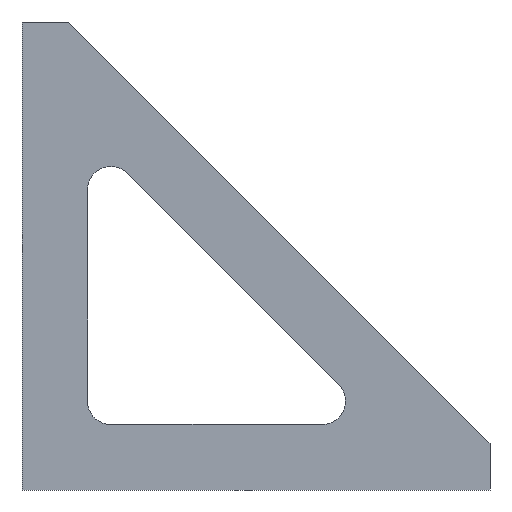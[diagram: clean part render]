
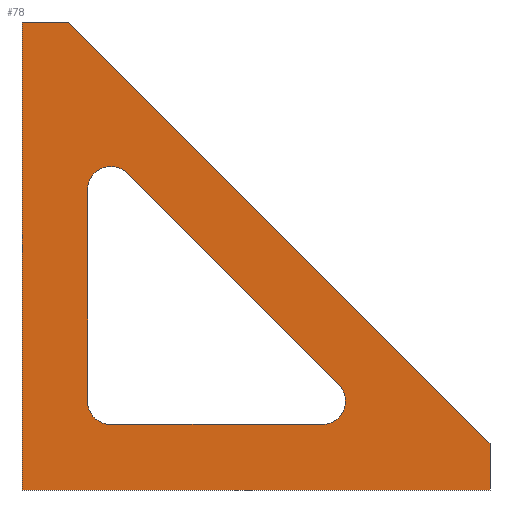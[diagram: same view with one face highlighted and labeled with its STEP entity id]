
A CAD part, front view. The second image highlights one B-rep face of the part: STEP entity #78.
In plain terms, the highlighted planar face has unit normal (0, -1, 0).
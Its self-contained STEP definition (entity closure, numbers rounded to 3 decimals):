
#78 = ADVANCED_FACE( '', ( #95, #96 ), #97, .T. );
#95 = FACE_OUTER_BOUND( '', #123, .T. );
#96 = FACE_BOUND( '', #124, .T. );
#97 = PLANE( '', #125 );
#123 = EDGE_LOOP( '', ( #166, #167, #168, #169, #170 ) );
#124 = EDGE_LOOP( '', ( #171, #172, #173, #174, #175, #176 ) );
#125 = AXIS2_PLACEMENT_3D( '', #177, #178, #179 );
#166 = ORIENTED_EDGE( '', *, *, #261, .F. );
#167 = ORIENTED_EDGE( '', *, *, #262, .F. );
#168 = ORIENTED_EDGE( '', *, *, #263, .F. );
#169 = ORIENTED_EDGE( '', *, *, #264, .F. );
#170 = ORIENTED_EDGE( '', *, *, #259, .F. );
#171 = ORIENTED_EDGE( '', *, *, #265, .T. );
#172 = ORIENTED_EDGE( '', *, *, #254, .T. );
#173 = ORIENTED_EDGE( '', *, *, #250, .T. );
#174 = ORIENTED_EDGE( '', *, *, #266, .T. );
#175 = ORIENTED_EDGE( '', *, *, #267, .T. );
#176 = ORIENTED_EDGE( '', *, *, #268, .T. );
#177 = CARTESIAN_POINT( '', ( -50., -150., -50. ) );
#178 = DIRECTION( '', ( 0., -1., 0. ) );
#179 = DIRECTION( '', ( 0., 0., -1. ) );
#250 = EDGE_CURVE( '', #283, #284, #285, .T. );
#254 = EDGE_CURVE( '', #291, #283, #292, .F. );
#259 = EDGE_CURVE( '', #299, #301, #302, .T. );
#261 = EDGE_CURVE( '', #304, #299, #305, .T. );
#262 = EDGE_CURVE( '', #306, #304, #307, .T. );
#263 = EDGE_CURVE( '', #308, #306, #309, .T. );
#264 = EDGE_CURVE( '', #301, #308, #310, .T. );
#265 = EDGE_CURVE( '', #311, #291, #312, .T. );
#266 = EDGE_CURVE( '', #284, #313, #314, .F. );
#267 = EDGE_CURVE( '', #313, #315, #316, .T. );
#268 = EDGE_CURVE( '', #315, #311, #317, .F. );
#283 = VERTEX_POINT( '', #338 );
#284 = VERTEX_POINT( '', #339 );
#285 = LINE( '', #340, #341 );
#291 = VERTEX_POINT( '', #350 );
#292 = CIRCLE( '', #351, 5. );
#299 = VERTEX_POINT( '', #360 );
#301 = VERTEX_POINT( '', #363 );
#302 = LINE( '', #364, #365 );
#304 = VERTEX_POINT( '', #368 );
#305 = LINE( '', #369, #370 );
#306 = VERTEX_POINT( '', #371 );
#307 = LINE( '', #372, #373 );
#308 = VERTEX_POINT( '', #374 );
#309 = LINE( '', #375, #376 );
#310 = LINE( '', #377, #378 );
#311 = VERTEX_POINT( '', #379 );
#312 = LINE( '', #380, #381 );
#313 = VERTEX_POINT( '', #382 );
#314 = CIRCLE( '', #383, 5. );
#315 = VERTEX_POINT( '', #384 );
#316 = LINE( '', #385, #386 );
#317 = CIRCLE( '', #387, 5. );
#338 = CARTESIAN_POINT( '', ( -36., -150., -31. ) );
#339 = CARTESIAN_POINT( '', ( -36., -150., 14.13 ) );
#340 = CARTESIAN_POINT( '', ( -36., -150., -36. ) );
#341 = VECTOR( '', #420, 1000. );
#350 = CARTESIAN_POINT( '', ( -31., -150., -36. ) );
#351 = AXIS2_PLACEMENT_3D( '', #424, #425, #426 );
#360 = CARTESIAN_POINT( '', ( -50., -150., 50. ) );
#363 = CARTESIAN_POINT( '', ( -40., -150., 50. ) );
#364 = CARTESIAN_POINT( '', ( -50., -150., 50. ) );
#365 = VECTOR( '', #433, 1000. );
#368 = CARTESIAN_POINT( '', ( -50., -150., -50. ) );
#369 = CARTESIAN_POINT( '', ( -50., -150., -50. ) );
#370 = VECTOR( '', #435, 1000. );
#371 = CARTESIAN_POINT( '', ( 50., -150., -50. ) );
#372 = CARTESIAN_POINT( '', ( 50., -150., -50. ) );
#373 = VECTOR( '', #436, 1000. );
#374 = CARTESIAN_POINT( '', ( 50., -150., -40. ) );
#375 = CARTESIAN_POINT( '', ( 50., -150., -40. ) );
#376 = VECTOR( '', #437, 1000. );
#377 = CARTESIAN_POINT( '', ( -40., -150., 50. ) );
#378 = VECTOR( '', #438, 1000. );
#379 = CARTESIAN_POINT( '', ( 14.13, -150., -36. ) );
#380 = CARTESIAN_POINT( '', ( 26.201, -150., -36. ) );
#381 = VECTOR( '', #439, 1000. );
#382 = CARTESIAN_POINT( '', ( -27.464, -150., 17.665 ) );
#383 = AXIS2_PLACEMENT_3D( '', #440, #441, #442 );
#384 = CARTESIAN_POINT( '', ( 17.665, -150., -27.464 ) );
#385 = CARTESIAN_POINT( '', ( -36., -150., 26.201 ) );
#386 = VECTOR( '', #443, 1000. );
#387 = AXIS2_PLACEMENT_3D( '', #444, #445, #446 );
#420 = DIRECTION( '', ( 0., 0., 1. ) );
#424 = CARTESIAN_POINT( '', ( -31., -150., -31. ) );
#425 = DIRECTION( '', ( 0., -1., 0. ) );
#426 = DIRECTION( '', ( 0., 0., -1. ) );
#433 = DIRECTION( '', ( 1., 0., 0. ) );
#435 = DIRECTION( '', ( 0., 0., 1. ) );
#436 = DIRECTION( '', ( -1., 0., 0. ) );
#437 = DIRECTION( '', ( 0., 0., -1. ) );
#438 = DIRECTION( '', ( 0.707, 0., -0.707 ) );
#439 = DIRECTION( '', ( -1., 0., 0. ) );
#440 = CARTESIAN_POINT( '', ( -31., -150., 14.13 ) );
#441 = DIRECTION( '', ( 0., -1., 0. ) );
#442 = DIRECTION( '', ( 0., 0., -1. ) );
#443 = DIRECTION( '', ( 0.707, 0., -0.707 ) );
#444 = CARTESIAN_POINT( '', ( 14.13, -150., -31. ) );
#445 = DIRECTION( '', ( 0., -1., 0. ) );
#446 = DIRECTION( '', ( 0., 0., -1. ) );
